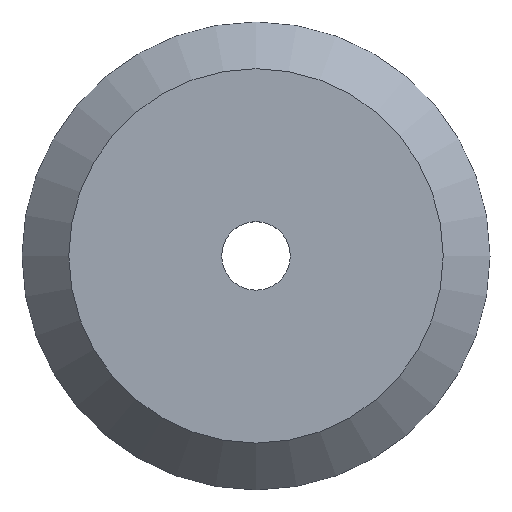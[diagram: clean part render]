
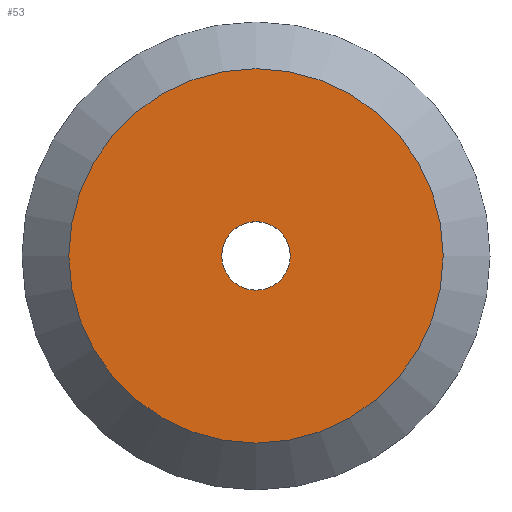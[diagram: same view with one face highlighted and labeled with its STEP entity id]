
A CAD part, top view. The second image highlights one B-rep face of the part: STEP entity #53.
In plain terms, the highlighted planar face has unit normal (0, 0, 1).
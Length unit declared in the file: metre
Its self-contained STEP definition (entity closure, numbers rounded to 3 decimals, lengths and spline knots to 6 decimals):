
#13=PLANE('',#72);
#17=ORIENTED_EDGE('',*,*,#25,.T.);
#18=ORIENTED_EDGE('',*,*,#24,.T.);
#24=EDGE_CURVE('',#28,#28,#32,.T.);
#25=EDGE_CURVE('',#29,#29,#33,.F.);
#28=VERTEX_POINT('',#100);
#29=VERTEX_POINT('',#103);
#32=CIRCLE('',#71,0.04);
#33=CIRCLE('',#73,0.007326);
#37=EDGE_LOOP('',(#17));
#38=EDGE_LOOP('',(#18));
#45=FACE_BOUND('',#37,.T.);
#46=FACE_BOUND('',#38,.T.);
#53=ADVANCED_FACE('',(#45,#46),#13,.T.);
#71=AXIS2_PLACEMENT_3D('',#99,#83,#84);
#72=AXIS2_PLACEMENT_3D('',#101,#85,#86);
#73=AXIS2_PLACEMENT_3D('',#102,#87,#88);
#83=DIRECTION('',(0.,0.,1.));
#84=DIRECTION('',(1.,0.,0.));
#85=DIRECTION('',(0.,0.,1.));
#86=DIRECTION('',(1.,0.,0.));
#87=DIRECTION('',(0.,0.,1.));
#88=DIRECTION('',(1.,0.,0.));
#99=CARTESIAN_POINT('',(0.,0.,0.01));
#100=CARTESIAN_POINT('',(0.04,0.,0.01));
#101=CARTESIAN_POINT('',(0.02,0.,0.01));
#102=CARTESIAN_POINT('',(0.,0.,0.01));
#103=CARTESIAN_POINT('',(0.007326,0.,0.01));
